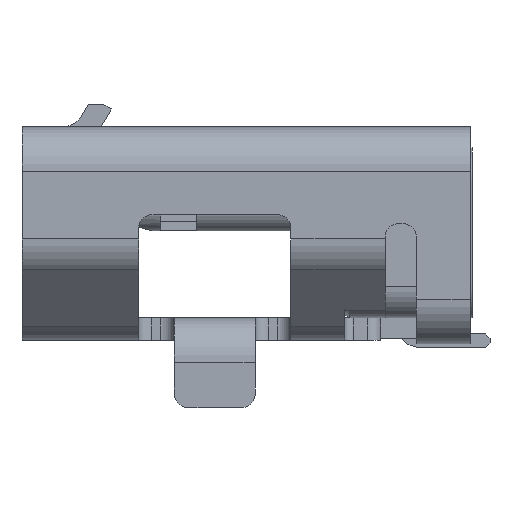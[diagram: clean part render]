
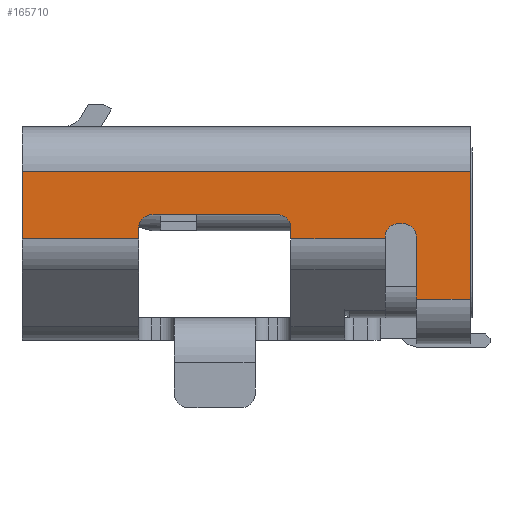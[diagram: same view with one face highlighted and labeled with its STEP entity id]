
A CAD part, left-side view. The second image highlights one B-rep face of the part: STEP entity #165710.
In plain terms, the highlighted planar face has unit normal (-1, 0, 0).
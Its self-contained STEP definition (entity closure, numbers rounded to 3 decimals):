
#130750=CARTESIAN_POINT('',(12.,-88.35,0.045));
#130760=DIRECTION('',(1.,0.,0.));
#130770=DIRECTION('',(-0.,0.,-1.));
#130780=AXIS2_PLACEMENT_3D('',#130750,#130760,#130770);
#130790=CIRCLE('',#130780,0.15);
#130800=CARTESIAN_POINT('',(12.,-88.35,-0.105));
#130810=VERTEX_POINT('',#130800);
#130820=CARTESIAN_POINT('',(12.,-88.2,0.045));
#130830=VERTEX_POINT('',#130820);
#130840=EDGE_CURVE('',#130810,#130830,#130790,.T.);
#139290=CARTESIAN_POINT('',(12.,-88.4,-0.105));
#139300=VERTEX_POINT('',#139290);
#139330=CARTESIAN_POINT('',(12.,-88.35,-0.105));
#139340=DIRECTION('',(0.,-1.,0.));
#139350=VECTOR('',#139340,0.05);
#139360=LINE('',#139330,#139350);
#139370=EDGE_CURVE('',#130810,#139300,#139360,.T.);
#164490=CARTESIAN_POINT('',(12.,-92.6,0.064));
#164500=DIRECTION('',(1.,0.,0.));
#164510=DIRECTION('',(-0.,0.,-1.));
#164520=AXIS2_PLACEMENT_3D('',#164490,#164500,#164510);
#164530=PLANE('',#164520);
#164540=CARTESIAN_POINT('',(12.,-89.75,-0.055));
#164550=DIRECTION('',(1.,0.,0.));
#164560=DIRECTION('',(-0.,0.,-1.));
#164570=AXIS2_PLACEMENT_3D('',#164540,#164550,#164560);
#164580=CIRCLE('',#164570,0.15);
#164590=CARTESIAN_POINT('',(12.,-89.75,-0.205));
#164600=VERTEX_POINT('',#164590);
#164610=CARTESIAN_POINT('',(12.,-89.6,-0.055));
#164620=VERTEX_POINT('',#164610);
#164630=EDGE_CURVE('',#164600,#164620,#164580,.T.);
#164640=ORIENTED_EDGE('',*,*,#164630,.T.);
#164650=CARTESIAN_POINT('',(12.,-89.75,-0.205));
#164660=DIRECTION('',(0.,-1.,0.));
#164670=VECTOR('',#164660,1.4);
#164680=LINE('',#164650,#164670);
#164690=CARTESIAN_POINT('',(12.,-91.15,-0.205));
#164700=VERTEX_POINT('',#164690);
#164710=EDGE_CURVE('',#164600,#164700,#164680,.T.);
#164720=ORIENTED_EDGE('',*,*,#164710,.F.);
#164730=CARTESIAN_POINT('',(12.,-91.15,-0.055));
#164740=DIRECTION('',(1.,0.,0.));
#164750=DIRECTION('',(0.,-1.,0.));
#164760=AXIS2_PLACEMENT_3D('',#164730,#164740,#164750);
#164770=CIRCLE('',#164760,0.15);
#164780=CARTESIAN_POINT('',(12.,-91.3,-0.055));
#164790=VERTEX_POINT('',#164780);
#164800=EDGE_CURVE('',#164790,#164700,#164770,.T.);
#164810=ORIENTED_EDGE('',*,*,#164800,.T.);
#164820=CARTESIAN_POINT('',(12.,-91.3,0.064));
#164830=DIRECTION('',(-0.,0.,-1.));
#164840=VECTOR('',#164830,0.119);
#164850=LINE('',#164820,#164840);
#164860=CARTESIAN_POINT('',(12.,-91.3,0.064));
#164870=VERTEX_POINT('',#164860);
#164880=EDGE_CURVE('',#164870,#164790,#164850,.T.);
#164890=ORIENTED_EDGE('',*,*,#164880,.T.);
#164900=CARTESIAN_POINT('',(12.,-92.6,0.064));
#164910=DIRECTION('',(0.,1.,0.));
#164920=VECTOR('',#164910,1.);
#164930=LINE('',#164900,#164920);
#164940=CARTESIAN_POINT('',(12.,-92.6,0.064));
#164950=VERTEX_POINT('',#164940);
#164960=EDGE_CURVE('',#164950,#164870,#164930,.T.);
#164970=ORIENTED_EDGE('',*,*,#164960,.T.);
#164980=CARTESIAN_POINT('',(12.,-92.6,0.));
#164990=DIRECTION('',(0.,-0.,-1.));
#165000=VECTOR('',#164990,1.);
#165010=LINE('',#164980,#165000);
#165020=CARTESIAN_POINT('',(12.,-92.6,-0.685));
#165030=VERTEX_POINT('',#165020);
#165040=EDGE_CURVE('',#164950,#165030,#165010,.T.);
#165050=ORIENTED_EDGE('',*,*,#165040,.F.);
#165060=CARTESIAN_POINT('',(12.,-92.6,-0.685));
#165070=DIRECTION('',(0.,1.,0.));
#165080=VECTOR('',#165070,1.);
#165090=LINE('',#165060,#165080);
#165100=CARTESIAN_POINT('',(12.,-87.6,-0.685));
#165110=VERTEX_POINT('',#165100);
#165120=EDGE_CURVE('',#165030,#165110,#165090,.T.);
#165130=ORIENTED_EDGE('',*,*,#165120,.F.);
#165140=CARTESIAN_POINT('',(12.,-87.6,0.735));
#165150=DIRECTION('',(-0.,0.,-1.));
#165160=VECTOR('',#165150,1.42);
#165170=LINE('',#165140,#165160);
#165180=CARTESIAN_POINT('',(12.,-87.6,0.735));
#165190=VERTEX_POINT('',#165180);
#165200=EDGE_CURVE('',#165190,#165110,#165170,.T.);
#165210=ORIENTED_EDGE('',*,*,#165200,.T.);
#165220=CARTESIAN_POINT('',(12.,-87.6,0.735));
#165230=DIRECTION('',(0.,-1.,0.));
#165240=VECTOR('',#165230,0.6);
#165250=LINE('',#165220,#165240);
#165260=CARTESIAN_POINT('',(12.,-88.2,0.735));
#165270=VERTEX_POINT('',#165260);
#165280=EDGE_CURVE('',#165190,#165270,#165250,.T.);
#165290=ORIENTED_EDGE('',*,*,#165280,.F.);
#165300=CARTESIAN_POINT('',(12.,-88.2,0.045));
#165310=DIRECTION('',(0.,0.,1.));
#165320=VECTOR('',#165310,0.69);
#165330=LINE('',#165300,#165320);
#165340=EDGE_CURVE('',#130830,#165270,#165330,.T.);
#165350=ORIENTED_EDGE('',*,*,#165340,.T.);
#165360=ORIENTED_EDGE('',*,*,#130840,.T.);
#165370=ORIENTED_EDGE('',*,*,#139370,.F.);
#165380=CARTESIAN_POINT('',(12.,-88.4,0.045));
#165390=DIRECTION('',(1.,0.,0.));
#165400=DIRECTION('',(0.,-1.,0.));
#165410=AXIS2_PLACEMENT_3D('',#165380,#165390,#165400);
#165420=CIRCLE('',#165410,0.15);
#165430=CARTESIAN_POINT('',(12.,-88.55,0.045));
#165440=VERTEX_POINT('',#165430);
#165450=EDGE_CURVE('',#165440,#139300,#165420,.T.);
#165460=ORIENTED_EDGE('',*,*,#165450,.T.);
#165470=CARTESIAN_POINT('',(12.,-88.55,0.064));
#165480=DIRECTION('',(0.,0.,-1.));
#165490=VECTOR('',#165480,0.019);
#165500=LINE('',#165470,#165490);
#165510=CARTESIAN_POINT('',(12.,-88.55,0.064));
#165520=VERTEX_POINT('',#165510);
#165530=EDGE_CURVE('',#165520,#165440,#165500,.T.);
#165540=ORIENTED_EDGE('',*,*,#165530,.T.);
#165550=CARTESIAN_POINT('',(12.,-92.6,0.064));
#165560=DIRECTION('',(0.,1.,0.));
#165570=VECTOR('',#165560,1.);
#165580=LINE('',#165550,#165570);
#165590=CARTESIAN_POINT('',(12.,-89.6,0.064));
#165600=VERTEX_POINT('',#165590);
#165610=EDGE_CURVE('',#165600,#165520,#165580,.T.);
#165620=ORIENTED_EDGE('',*,*,#165610,.T.);
#165630=CARTESIAN_POINT('',(12.,-89.6,0.064));
#165640=DIRECTION('',(-0.,0.,-1.));
#165650=VECTOR('',#165640,0.119);
#165660=LINE('',#165630,#165650);
#165670=EDGE_CURVE('',#165600,#164620,#165660,.T.);
#165680=ORIENTED_EDGE('',*,*,#165670,.F.);
#165690=EDGE_LOOP('',(#165680,#165620,#165540,#165460,#165370,#165360,
#165350,#165290,#165210,#165130,#165050,#164970,#164890,#164810,#164720,
#164640));
#165700=FACE_OUTER_BOUND('',#165690,.T.);
#165710=ADVANCED_FACE('',(#165700),#164530,.F.);
